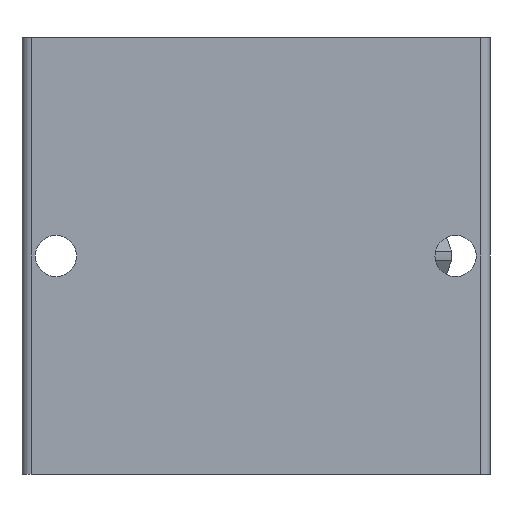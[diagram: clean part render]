
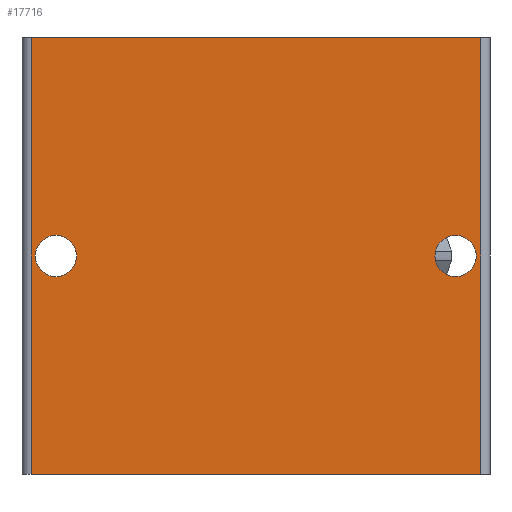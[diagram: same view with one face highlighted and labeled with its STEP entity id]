
A CAD part, front view. The second image highlights one B-rep face of the part: STEP entity #17716.
In plain terms, the highlighted planar face has unit normal (0, -1, 0).
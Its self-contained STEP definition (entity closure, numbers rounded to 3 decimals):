
#79 = CARTESIAN_POINT ( 'NONE',  ( -49.3, -21.35, 46. ) ) ;
#851 = DIRECTION ( 'NONE',  ( 0., 1., 0. ) ) ;
#1614 = VERTEX_POINT ( 'NONE', #2311 ) ;
#1971 = EDGE_LOOP ( 'NONE', ( #16805, #22989 ) ) ;
#2311 = CARTESIAN_POINT ( 'NONE',  ( 47.3, -21.35, -46. ) ) ;
#2899 = DIRECTION ( 'NONE',  ( 0., 1., 0. ) ) ;
#3314 = VECTOR ( 'NONE', #16019, 1000. ) ;
#3337 = VERTEX_POINT ( 'NONE', #33839 ) ;
#3646 = AXIS2_PLACEMENT_3D ( 'NONE', #16433, #33291, #28036 ) ;
#4012 = VECTOR ( 'NONE', #20605, 1000. ) ;
#4131 = ORIENTED_EDGE ( 'NONE', *, *, #22838, .T. ) ;
#4852 = CARTESIAN_POINT ( 'NONE',  ( -49.3, -21.35, -46. ) ) ;
#5261 = VECTOR ( 'NONE', #32601, 1000. ) ;
#5887 = DIRECTION ( 'NONE',  ( -1., 0., 0. ) ) ;
#6103 = CARTESIAN_POINT ( 'NONE',  ( -47.3, -21.35, 46. ) ) ;
#6617 = EDGE_CURVE ( 'NONE', #31833, #10277, #15087, .T. ) ;
#8761 = VERTEX_POINT ( 'NONE', #6103 ) ;
#8979 = LINE ( 'NONE', #35835, #3314 ) ;
#9024 = PLANE ( 'NONE',  #13116 ) ;
#9584 = DIRECTION ( 'NONE',  ( 0., 0., -1. ) ) ;
#9734 = ORIENTED_EDGE ( 'NONE', *, *, #13947, .T. ) ;
#9981 = CIRCLE ( 'NONE', #14331, 4.35 ) ;
#10277 = VERTEX_POINT ( 'NONE', #31417 ) ;
#10456 = EDGE_LOOP ( 'NONE', ( #25316, #18876, #18991, #9734 ) ) ;
#11048 = FACE_OUTER_BOUND ( 'NONE', #10456, .T. ) ;
#12185 = LINE ( 'NONE', #4852, #5261 ) ;
#12322 = CARTESIAN_POINT ( 'NONE',  ( 42.05, -21.35, 0. ) ) ;
#12781 = EDGE_CURVE ( 'NONE', #10277, #31833, #9981, .T. ) ;
#13116 = AXIS2_PLACEMENT_3D ( 'NONE', #79, #28371, #17233 ) ;
#13947 = EDGE_CURVE ( 'NONE', #8761, #3337, #16915, .T. ) ;
#14331 = AXIS2_PLACEMENT_3D ( 'NONE', #12322, #851, #34738 ) ;
#15087 = CIRCLE ( 'NONE', #28735, 4.35 ) ;
#15191 = ORIENTED_EDGE ( 'NONE', *, *, #18113, .T. ) ;
#16019 = DIRECTION ( 'NONE',  ( 1., 0., 0. ) ) ;
#16433 = CARTESIAN_POINT ( 'NONE',  ( -42.15, -21.35, 0. ) ) ;
#16805 = ORIENTED_EDGE ( 'NONE', *, *, #12781, .T. ) ;
#16915 = LINE ( 'NONE', #23683, #19576 ) ;
#17233 = DIRECTION ( 'NONE',  ( -1., 0., 0. ) ) ;
#17716 = ADVANCED_FACE ( 'NONE', ( #18478, #25534, #11048 ), #9024, .F. ) ;
#18113 = EDGE_CURVE ( 'NONE', #22166, #21668, #21086, .T. ) ;
#18459 = LINE ( 'NONE', #31725, #4012 ) ;
#18478 = FACE_BOUND ( 'NONE', #1971, .T. ) ;
#18876 = ORIENTED_EDGE ( 'NONE', *, *, #34956, .T. ) ;
#18991 = ORIENTED_EDGE ( 'NONE', *, *, #28791, .F. ) ;
#19556 = CARTESIAN_POINT ( 'NONE',  ( -42.15, -21.35, 0. ) ) ;
#19576 = VECTOR ( 'NONE', #9584, 1000. ) ;
#19839 = DIRECTION ( 'NONE',  ( 0., 1., 0. ) ) ;
#20605 = DIRECTION ( 'NONE',  ( 0., 0., 1. ) ) ;
#20650 = AXIS2_PLACEMENT_3D ( 'NONE', #19556, #2899, #22478 ) ;
#20774 = CARTESIAN_POINT ( 'NONE',  ( -37.8, -21.35, 0. ) ) ;
#21086 = CIRCLE ( 'NONE', #20650, 4.35 ) ;
#21668 = VERTEX_POINT ( 'NONE', #20774 ) ;
#22166 = VERTEX_POINT ( 'NONE', #26636 ) ;
#22478 = DIRECTION ( 'NONE',  ( -1., 0., 0. ) ) ;
#22838 = EDGE_CURVE ( 'NONE', #21668, #22166, #25936, .T. ) ;
#22989 = ORIENTED_EDGE ( 'NONE', *, *, #6617, .T. ) ;
#23683 = CARTESIAN_POINT ( 'NONE',  ( -47.3, -21.35, 46. ) ) ;
#24113 = CARTESIAN_POINT ( 'NONE',  ( 47.3, -21.35, 46. ) ) ;
#25109 = CARTESIAN_POINT ( 'NONE',  ( 46.4, -21.35, 0. ) ) ;
#25316 = ORIENTED_EDGE ( 'NONE', *, *, #25946, .T. ) ;
#25534 = FACE_BOUND ( 'NONE', #36222, .T. ) ;
#25936 = CIRCLE ( 'NONE', #3646, 4.35 ) ;
#25946 = EDGE_CURVE ( 'NONE', #3337, #1614, #12185, .T. ) ;
#26636 = CARTESIAN_POINT ( 'NONE',  ( -46.5, -21.35, 0. ) ) ;
#28036 = DIRECTION ( 'NONE',  ( -1., 0., 0. ) ) ;
#28371 = DIRECTION ( 'NONE',  ( 0., 1., 0. ) ) ;
#28712 = VERTEX_POINT ( 'NONE', #24113 ) ;
#28735 = AXIS2_PLACEMENT_3D ( 'NONE', #31187, #19839, #5887 ) ;
#28791 = EDGE_CURVE ( 'NONE', #8761, #28712, #8979, .T. ) ;
#31187 = CARTESIAN_POINT ( 'NONE',  ( 42.05, -21.35, 0. ) ) ;
#31417 = CARTESIAN_POINT ( 'NONE',  ( 37.7, -21.35, 0. ) ) ;
#31725 = CARTESIAN_POINT ( 'NONE',  ( 47.3, -21.35, 46. ) ) ;
#31833 = VERTEX_POINT ( 'NONE', #25109 ) ;
#32601 = DIRECTION ( 'NONE',  ( 1., 0., 0. ) ) ;
#33291 = DIRECTION ( 'NONE',  ( 0., 1., 0. ) ) ;
#33839 = CARTESIAN_POINT ( 'NONE',  ( -47.3, -21.35, -46. ) ) ;
#34738 = DIRECTION ( 'NONE',  ( -1., 0., 0. ) ) ;
#34956 = EDGE_CURVE ( 'NONE', #1614, #28712, #18459, .T. ) ;
#35835 = CARTESIAN_POINT ( 'NONE',  ( -49.3, -21.35, 46. ) ) ;
#36222 = EDGE_LOOP ( 'NONE', ( #15191, #4131 ) ) ;
